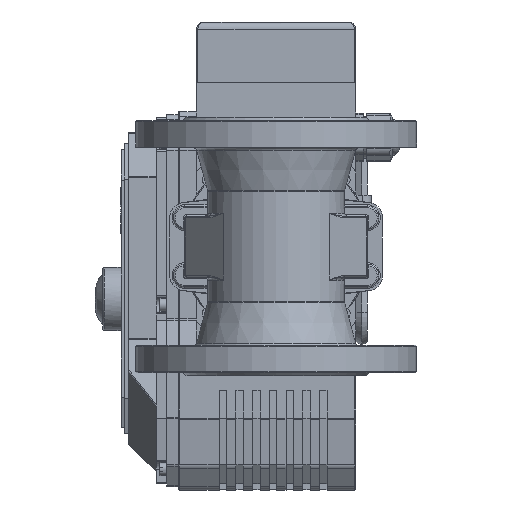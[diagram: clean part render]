
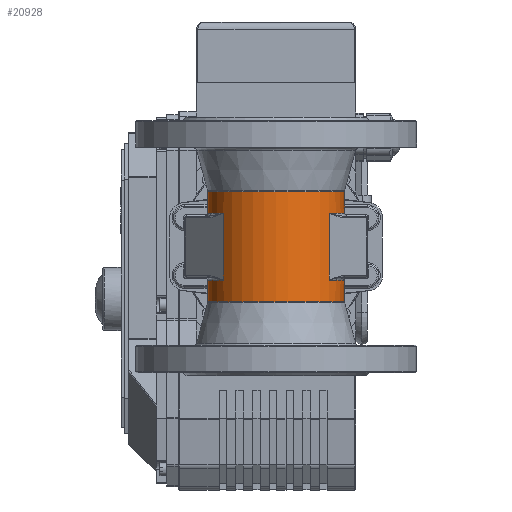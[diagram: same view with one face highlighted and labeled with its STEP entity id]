
A CAD part, front view. The second image highlights one B-rep face of the part: STEP entity #20928.
In plain terms, the highlighted cylindrical face has radius 45 mm (diameter 90 mm), a full revolution.
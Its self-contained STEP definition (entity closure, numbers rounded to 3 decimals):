
#1494=FACE_OUTER_BOUND('',#2713,.T.);
#2713=EDGE_LOOP('',(#14655,#14656,#14657,#14658,#14659,#14660,#14661,#14662,
#14663,#14664,#14665,#14666,#14667,#14668,#14669,#14670,#14671,#14672,#14673,
#14674,#14675,#14676));
#3839=CIRCLE('',#22503,45.);
#3840=CIRCLE('',#22504,45.);
#3843=CIRCLE('',#22511,45.);
#3860=CIRCLE('',#22537,45.);
#3861=CIRCLE('',#22538,45.);
#3862=CIRCLE('',#22540,45.);
#3880=CIRCLE('',#22577,45.);
#3881=CIRCLE('',#22578,45.);
#3884=CIRCLE('',#22585,45.);
#3901=CIRCLE('',#22613,45.);
#3902=CIRCLE('',#22614,45.);
#3903=CIRCLE('',#22616,45.);
#4839=LINE('',#33619,#6584);
#4840=LINE('',#33818,#6585);
#4855=LINE('',#34139,#6600);
#4856=LINE('',#34226,#6601);
#4857=LINE('',#34429,#6602);
#4861=LINE('',#34622,#6606);
#4862=LINE('',#34623,#6607);
#4863=LINE('',#34625,#6608);
#6584=VECTOR('',#25373,10.);
#6585=VECTOR('',#25388,10.);
#6600=VECTOR('',#25523,10.);
#6601=VECTOR('',#25536,10.);
#6602=VECTOR('',#25553,10.);
#6606=VECTOR('',#25611,45.);
#6607=VECTOR('',#25612,45.);
#6608=VECTOR('',#25615,10.);
#8638=VERTEX_POINT('',#33522);
#8639=VERTEX_POINT('',#33542);
#8640=VERTEX_POINT('',#33544);
#8642=VERTEX_POINT('',#33618);
#8644=VERTEX_POINT('',#33700);
#8646=VERTEX_POINT('',#33817);
#8652=VERTEX_POINT('',#33964);
#8662=VERTEX_POINT('',#34013);
#8663=VERTEX_POINT('',#34015);
#8680=VERTEX_POINT('',#34119);
#8682=VERTEX_POINT('',#34143);
#8683=VERTEX_POINT('',#34152);
#8684=VERTEX_POINT('',#34217);
#8687=VERTEX_POINT('',#34301);
#8689=VERTEX_POINT('',#34424);
#8694=VERTEX_POINT('',#34566);
#8704=VERTEX_POINT('',#34616);
#8705=VERTEX_POINT('',#34618);
#10796=EDGE_CURVE('',#8639,#8638,#3839,.T.);
#10797=EDGE_CURVE('',#8640,#8639,#3840,.T.);
#10802=EDGE_CURVE('',#8642,#8640,#4839,.T.);
#10807=EDGE_CURVE('',#8644,#8642,#3843,.T.);
#10812=EDGE_CURVE('',#8646,#8644,#4840,.T.);
#10837=EDGE_CURVE('',#8663,#8662,#3860,.T.);
#10838=EDGE_CURVE('',#8662,#8663,#3861,.T.);
#10839=EDGE_CURVE('',#8652,#8646,#3862,.T.);
#10871=EDGE_CURVE('',#8680,#8638,#4855,.T.);
#10874=EDGE_CURVE('',#8682,#8683,#3880,.T.);
#10875=EDGE_CURVE('',#8683,#8680,#3881,.T.);
#10879=EDGE_CURVE('',#8684,#8682,#4856,.T.);
#10885=EDGE_CURVE('',#8687,#8684,#3884,.T.);
#10890=EDGE_CURVE('',#8689,#8687,#4857,.T.);
#10914=EDGE_CURVE('',#8704,#8705,#3901,.T.);
#10915=EDGE_CURVE('',#8705,#8704,#3902,.T.);
#10916=EDGE_CURVE('',#8663,#8639,#4861,.T.);
#10917=EDGE_CURVE('',#8683,#8705,#4862,.T.);
#10918=EDGE_CURVE('',#8694,#8689,#3903,.T.);
#10919=EDGE_CURVE('',#8694,#8652,#4863,.T.);
#14655=ORIENTED_EDGE('',*,*,#10837,.T.);
#14656=ORIENTED_EDGE('',*,*,#10838,.T.);
#14657=ORIENTED_EDGE('',*,*,#10916,.T.);
#14658=ORIENTED_EDGE('',*,*,#10796,.T.);
#14659=ORIENTED_EDGE('',*,*,#10871,.F.);
#14660=ORIENTED_EDGE('',*,*,#10875,.F.);
#14661=ORIENTED_EDGE('',*,*,#10917,.T.);
#14662=ORIENTED_EDGE('',*,*,#10914,.F.);
#14663=ORIENTED_EDGE('',*,*,#10915,.F.);
#14664=ORIENTED_EDGE('',*,*,#10917,.F.);
#14665=ORIENTED_EDGE('',*,*,#10874,.F.);
#14666=ORIENTED_EDGE('',*,*,#10879,.F.);
#14667=ORIENTED_EDGE('',*,*,#10885,.F.);
#14668=ORIENTED_EDGE('',*,*,#10890,.F.);
#14669=ORIENTED_EDGE('',*,*,#10918,.F.);
#14670=ORIENTED_EDGE('',*,*,#10919,.T.);
#14671=ORIENTED_EDGE('',*,*,#10839,.T.);
#14672=ORIENTED_EDGE('',*,*,#10812,.T.);
#14673=ORIENTED_EDGE('',*,*,#10807,.T.);
#14674=ORIENTED_EDGE('',*,*,#10802,.T.);
#14675=ORIENTED_EDGE('',*,*,#10797,.T.);
#14676=ORIENTED_EDGE('',*,*,#10916,.F.);
#19250=CYLINDRICAL_SURFACE('',#22615,45.);
#20928=ADVANCED_FACE('',(#1494),#19250,.T.);
#22503=AXIS2_PLACEMENT_3D('',#33543,#25363,#25364);
#22504=AXIS2_PLACEMENT_3D('',#33545,#25365,#25366);
#22511=AXIS2_PLACEMENT_3D('',#33701,#25380,#25381);
#22537=AXIS2_PLACEMENT_3D('',#34016,#25435,#25436);
#22538=AXIS2_PLACEMENT_3D('',#34017,#25437,#25438);
#22540=AXIS2_PLACEMENT_3D('',#34019,#25441,#25442);
#22577=AXIS2_PLACEMENT_3D('',#34153,#25528,#25529);
#22578=AXIS2_PLACEMENT_3D('',#34154,#25530,#25531);
#22585=AXIS2_PLACEMENT_3D('',#34310,#25545,#25546);
#22613=AXIS2_PLACEMENT_3D('',#34619,#25605,#25606);
#22614=AXIS2_PLACEMENT_3D('',#34620,#25607,#25608);
#22615=AXIS2_PLACEMENT_3D('',#34621,#25609,#25610);
#22616=AXIS2_PLACEMENT_3D('',#34624,#25613,#25614);
#25363=DIRECTION('center_axis',(0.,0.,-1.));
#25364=DIRECTION('ref_axis',(0.971,0.24,0.));
#25365=DIRECTION('center_axis',(0.,0.,-1.));
#25366=DIRECTION('ref_axis',(0.971,0.24,0.));
#25373=DIRECTION('',(0.,0.,1.));
#25380=DIRECTION('center_axis',(0.,0.,
-1.));
#25381=DIRECTION('ref_axis',(0.,1.,0.));
#25388=DIRECTION('',(0.,0.,-1.));
#25435=DIRECTION('center_axis',(0.,0.,1.));
#25436=DIRECTION('ref_axis',(1.,0.,0.));
#25437=DIRECTION('center_axis',(0.,0.,1.));
#25438=DIRECTION('ref_axis',(1.,0.,0.));
#25441=DIRECTION('center_axis',(0.,0.,-1.));
#25442=DIRECTION('ref_axis',(-0.971,0.24,0.));
#25523=DIRECTION('',(0.,0.,-1.));
#25528=DIRECTION('center_axis',(0.,0.,-1.));
#25529=DIRECTION('ref_axis',(0.971,0.24,0.));
#25530=DIRECTION('center_axis',(0.,0.,-1.));
#25531=DIRECTION('ref_axis',(0.971,0.24,0.));
#25536=DIRECTION('',(0.,0.,-1.));
#25545=DIRECTION('center_axis',(0.,0.,
-1.));
#25546=DIRECTION('ref_axis',(0.,1.,0.));
#25553=DIRECTION('',(0.,0.,1.));
#25605=DIRECTION('center_axis',(0.,0.,1.));
#25606=DIRECTION('ref_axis',(1.,0.,0.));
#25607=DIRECTION('center_axis',(0.,0.,1.));
#25608=DIRECTION('ref_axis',(1.,0.,0.));
#25609=DIRECTION('center_axis',(0.,0.,-1.));
#25610=DIRECTION('ref_axis',(-1.,0.,0.));
#25611=DIRECTION('',(0.,0.,1.));
#25612=DIRECTION('',(0.,0.,1.));
#25613=DIRECTION('center_axis',(0.,0.,-1.));
#25614=DIRECTION('ref_axis',(-0.971,0.24,0.));
#25615=DIRECTION('',(0.,0.,-1.));
#33522=CARTESIAN_POINT('',(34.815,-28.512,-105.));
#33542=CARTESIAN_POINT('',(45.,0.,-105.));
#33543=CARTESIAN_POINT('Origin',(0.,0.,-105.));
#33544=CARTESIAN_POINT('',(18.67,40.944,-105.));
#33545=CARTESIAN_POINT('Origin',(0.,0.,-105.));
#33618=CARTESIAN_POINT('',(18.67,40.944,-109.));
#33619=CARTESIAN_POINT('',(18.67,40.944,-148.));
#33700=CARTESIAN_POINT('',(-18.67,40.944,-109.));
#33701=CARTESIAN_POINT('Origin',(0.,0.,-109.));
#33817=CARTESIAN_POINT('',(-18.67,40.944,-105.));
#33818=CARTESIAN_POINT('',(-18.67,40.944,-148.));
#33964=CARTESIAN_POINT('',(-34.815,-28.512,-105.));
#34013=CARTESIAN_POINT('',(-45.,0.,-119.237));
#34015=CARTESIAN_POINT('',(45.,0.,-119.237));
#34016=CARTESIAN_POINT('Origin',(0.,0.,-119.237));
#34017=CARTESIAN_POINT('Origin',(0.,0.,-119.237));
#34019=CARTESIAN_POINT('Origin',(0.,0.,-105.));
#34119=CARTESIAN_POINT('',(34.815,-28.512,-61.));
#34139=CARTESIAN_POINT('',(34.815,-28.512,-18.));
#34143=CARTESIAN_POINT('',(18.67,40.944,-61.));
#34152=CARTESIAN_POINT('',(45.,0.,-61.));
#34153=CARTESIAN_POINT('Origin',(0.,0.,-61.));
#34154=CARTESIAN_POINT('Origin',(0.,0.,-61.));
#34217=CARTESIAN_POINT('',(18.67,40.944,-57.));
#34226=CARTESIAN_POINT('',(18.67,40.944,-18.));
#34301=CARTESIAN_POINT('',(-18.67,40.944,-57.));
#34310=CARTESIAN_POINT('Origin',(0.,0.,-57.));
#34424=CARTESIAN_POINT('',(-18.67,40.944,-61.));
#34429=CARTESIAN_POINT('',(-18.67,40.944,-18.));
#34566=CARTESIAN_POINT('',(-34.815,-28.512,-61.));
#34616=CARTESIAN_POINT('',(-45.,0.,-46.763));
#34618=CARTESIAN_POINT('',(45.,0.,-46.763));
#34619=CARTESIAN_POINT('Origin',(0.,0.,-46.763));
#34620=CARTESIAN_POINT('Origin',(0.,0.,-46.763));
#34621=CARTESIAN_POINT('Origin',(0.,0.,-18.));
#34622=CARTESIAN_POINT('',(45.,0.,-18.));
#34623=CARTESIAN_POINT('',(45.,0.,-18.));
#34624=CARTESIAN_POINT('Origin',(0.,0.,-61.));
#34625=CARTESIAN_POINT('',(-34.815,-28.512,-18.));
